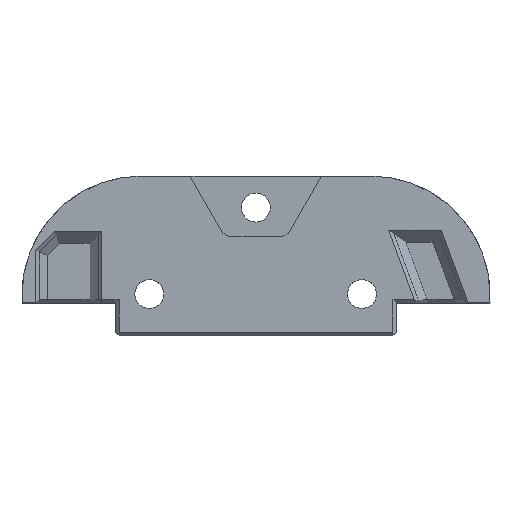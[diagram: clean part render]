
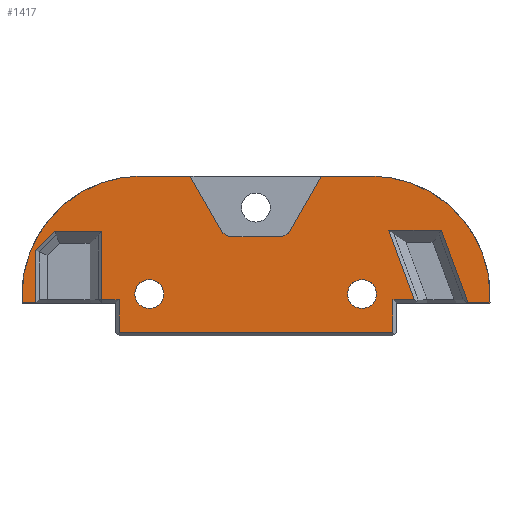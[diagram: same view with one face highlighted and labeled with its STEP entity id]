
A CAD part, top view. The second image highlights one B-rep face of the part: STEP entity #1417.
In plain terms, the highlighted planar face has unit normal (0, 0, 1).
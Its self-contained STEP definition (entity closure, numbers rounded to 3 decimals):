
#32=FACE_BOUND('',#187,.T.);
#33=FACE_BOUND('',#188,.T.);
#39=CIRCLE('',#1470,14.);
#46=CIRCLE('',#1482,14.);
#52=CIRCLE('',#1528,1.7);
#53=CIRCLE('',#1529,1.7);
#106=FACE_OUTER_BOUND('',#186,.T.);
#186=EDGE_LOOP('',(#1183,#1184,#1185,#1186,#1187,#1188,#1189,#1190,#1191,
#1192,#1193,#1194,#1195,#1196,#1197,#1198,#1199,#1200,#1201,#1202,#1203,
#1204,#1205,#1206,#1207));
#187=EDGE_LOOP('',(#1208));
#188=EDGE_LOOP('',(#1209));
#223=LINE('',#1959,#399);
#249=LINE('',#2025,#425);
#259=LINE('',#2044,#435);
#302=LINE('',#2172,#478);
#304=LINE('',#2176,#480);
#307=LINE('',#2182,#483);
#310=LINE('',#2189,#486);
#314=LINE('',#2196,#490);
#316=LINE('',#2200,#492);
#321=LINE('',#2212,#497);
#326=LINE('',#2222,#502);
#332=LINE('',#2233,#508);
#333=LINE('',#2236,#509);
#338=LINE('',#2243,#514);
#344=LINE('',#2255,#520);
#345=LINE('',#2259,#521);
#349=LINE('',#2267,#525);
#352=LINE('',#2272,#528);
#356=LINE('',#2279,#532);
#360=LINE('',#2287,#536);
#362=LINE('',#2290,#538);
#363=LINE('',#2291,#539);
#364=LINE('',#2292,#540);
#399=VECTOR('',#1574,10.);
#425=VECTOR('',#1622,10.);
#435=VECTOR('',#1634,10.);
#478=VECTOR('',#1743,10.);
#480=VECTOR('',#1747,10.);
#483=VECTOR('',#1752,10.);
#486=VECTOR('',#1757,10.);
#490=VECTOR('',#1763,10.);
#492=VECTOR('',#1767,10.);
#497=VECTOR('',#1778,10.);
#502=VECTOR('',#1785,10.);
#508=VECTOR('',#1793,10.);
#509=VECTOR('',#1796,10.);
#514=VECTOR('',#1803,10.);
#520=VECTOR('',#1821,10.);
#521=VECTOR('',#1824,10.);
#525=VECTOR('',#1830,10.);
#528=VECTOR('',#1835,10.);
#532=VECTOR('',#1843,10.);
#536=VECTOR('',#1851,10.);
#538=VECTOR('',#1855,10.);
#539=VECTOR('',#1856,10.);
#540=VECTOR('',#1857,10.);
#580=VERTEX_POINT('',#1956);
#581=VERTEX_POINT('',#1958);
#609=VERTEX_POINT('',#2022);
#610=VERTEX_POINT('',#2024);
#618=VERTEX_POINT('',#2042);
#619=VERTEX_POINT('',#2046);
#627=VERTEX_POINT('',#2086);
#628=VERTEX_POINT('',#2088);
#652=VERTEX_POINT('',#2161);
#655=VERTEX_POINT('',#2169);
#656=VERTEX_POINT('',#2171);
#657=VERTEX_POINT('',#2175);
#659=VERTEX_POINT('',#2181);
#661=VERTEX_POINT('',#2187);
#662=VERTEX_POINT('',#2188);
#664=VERTEX_POINT('',#2195);
#665=VERTEX_POINT('',#2199);
#669=VERTEX_POINT('',#2211);
#672=VERTEX_POINT('',#2219);
#673=VERTEX_POINT('',#2221);
#677=VERTEX_POINT('',#2231);
#678=VERTEX_POINT('',#2235);
#680=VERTEX_POINT('',#2257);
#681=VERTEX_POINT('',#2258);
#684=VERTEX_POINT('',#2266);
#689=VERTEX_POINT('',#2293);
#690=VERTEX_POINT('',#2295);
#709=EDGE_CURVE('',#581,#580,#223,.T.);
#742=EDGE_CURVE('',#610,#609,#249,.T.);
#752=EDGE_CURVE('',#609,#618,#259,.T.);
#754=EDGE_CURVE('',#618,#619,#39,.T.);
#769=EDGE_CURVE('',#628,#627,#46,.T.);
#809=EDGE_CURVE('',#656,#655,#302,.T.);
#811=EDGE_CURVE('',#657,#656,#304,.T.);
#814=EDGE_CURVE('',#659,#657,#307,.T.);
#817=EDGE_CURVE('',#661,#662,#310,.T.);
#821=EDGE_CURVE('',#662,#664,#314,.T.);
#823=EDGE_CURVE('',#665,#659,#316,.T.);
#829=EDGE_CURVE('',#655,#669,#321,.T.);
#834=EDGE_CURVE('',#672,#673,#326,.T.);
#840=EDGE_CURVE('',#677,#672,#332,.T.);
#841=EDGE_CURVE('',#678,#677,#333,.T.);
#846=EDGE_CURVE('',#664,#678,#338,.T.);
#852=EDGE_CURVE('',#610,#661,#344,.T.);
#853=EDGE_CURVE('',#680,#681,#345,.T.);
#857=EDGE_CURVE('',#684,#680,#349,.T.);
#860=EDGE_CURVE('',#652,#684,#352,.T.);
#864=EDGE_CURVE('',#673,#652,#356,.T.);
#868=EDGE_CURVE('',#681,#580,#360,.T.);
#870=EDGE_CURVE('',#619,#665,#362,.T.);
#871=EDGE_CURVE('',#669,#628,#363,.T.);
#872=EDGE_CURVE('',#627,#581,#364,.T.);
#873=EDGE_CURVE('',#689,#689,#52,.T.);
#874=EDGE_CURVE('',#690,#690,#53,.T.);
#1183=ORIENTED_EDGE('',*,*,#860,.F.);
#1184=ORIENTED_EDGE('',*,*,#864,.F.);
#1185=ORIENTED_EDGE('',*,*,#834,.F.);
#1186=ORIENTED_EDGE('',*,*,#840,.F.);
#1187=ORIENTED_EDGE('',*,*,#841,.F.);
#1188=ORIENTED_EDGE('',*,*,#846,.F.);
#1189=ORIENTED_EDGE('',*,*,#821,.F.);
#1190=ORIENTED_EDGE('',*,*,#817,.F.);
#1191=ORIENTED_EDGE('',*,*,#852,.F.);
#1192=ORIENTED_EDGE('',*,*,#742,.T.);
#1193=ORIENTED_EDGE('',*,*,#752,.T.);
#1194=ORIENTED_EDGE('',*,*,#754,.T.);
#1195=ORIENTED_EDGE('',*,*,#870,.T.);
#1196=ORIENTED_EDGE('',*,*,#823,.T.);
#1197=ORIENTED_EDGE('',*,*,#814,.T.);
#1198=ORIENTED_EDGE('',*,*,#811,.T.);
#1199=ORIENTED_EDGE('',*,*,#809,.T.);
#1200=ORIENTED_EDGE('',*,*,#829,.T.);
#1201=ORIENTED_EDGE('',*,*,#871,.T.);
#1202=ORIENTED_EDGE('',*,*,#769,.T.);
#1203=ORIENTED_EDGE('',*,*,#872,.T.);
#1204=ORIENTED_EDGE('',*,*,#709,.T.);
#1205=ORIENTED_EDGE('',*,*,#868,.F.);
#1206=ORIENTED_EDGE('',*,*,#853,.F.);
#1207=ORIENTED_EDGE('',*,*,#857,.F.);
#1208=ORIENTED_EDGE('',*,*,#873,.T.);
#1209=ORIENTED_EDGE('',*,*,#874,.T.);
#1346=PLANE('',#1527);
#1417=ADVANCED_FACE('',(#106,#32,#33),#1346,.F.);
#1470=AXIS2_PLACEMENT_3D('',#2048,#1638,#1639);
#1482=AXIS2_PLACEMENT_3D('',#2089,#1668,#1669);
#1527=AXIS2_PLACEMENT_3D('',#2289,#1853,#1854);
#1528=AXIS2_PLACEMENT_3D('',#2294,#1858,#1859);
#1529=AXIS2_PLACEMENT_3D('',#2296,#1860,#1861);
#1574=DIRECTION('',(1.,0.,0.));
#1622=DIRECTION('',(1.,0.,0.));
#1634=DIRECTION('',(0.,1.,0.));
#1638=DIRECTION('center_axis',(0.,0.,
1.));
#1639=DIRECTION('ref_axis',(1.,0.006,0.));
#1668=DIRECTION('center_axis',(0.,0.,
1.));
#1669=DIRECTION('ref_axis',(0.,1.,0.));
#1743=DIRECTION('',(-0.866,0.5,0.));
#1747=DIRECTION('',(-1.,0.,0.));
#1752=DIRECTION('',(-0.866,-0.5,0.));
#1757=DIRECTION('',(-1.,0.,0.));
#1763=DIRECTION('',(0.346,-0.938,0.));
#1767=DIRECTION('',(-0.5,-0.866,0.));
#1778=DIRECTION('',(-0.5,0.866,0.));
#1785=DIRECTION('',(0.,1.,0.));
#1793=DIRECTION('',(-1.,0.,0.));
#1796=DIRECTION('',(0.,-1.,0.));
#1803=DIRECTION('',(-1.,0.,0.));
#1821=DIRECTION('',(-0.346,0.938,0.));
#1824=DIRECTION('',(-0.707,-0.707,0.));
#1830=DIRECTION('',(-1.,0.,0.));
#1835=DIRECTION('',(0.,1.,0.));
#1843=DIRECTION('',(-1.,0.,0.));
#1851=DIRECTION('',(0.,-1.,0.));
#1853=DIRECTION('center_axis',(0.,0.,
-1.));
#1854=DIRECTION('ref_axis',(0.,1.,0.));
#1855=DIRECTION('',(-1.,0.,0.));
#1856=DIRECTION('',(-1.,0.,0.));
#1857=DIRECTION('',(0.,-1.,0.));
#1858=DIRECTION('center_axis',(0.,0.,
-1.));
#1859=DIRECTION('ref_axis',(1.,0.,0.));
#1860=DIRECTION('center_axis',(0.,0.,
-1.));
#1861=DIRECTION('ref_axis',(1.,0.,0.));
#1956=CARTESIAN_POINT('',(-26.476,32.053,-42.808));
#1958=CARTESIAN_POINT('',(-28.076,32.053,-42.808));
#1959=CARTESIAN_POINT('',(-13.868,32.053,-42.808));
#2022=CARTESIAN_POINT('',(26.924,32.053,-42.808));
#2024=CARTESIAN_POINT('',(24.351,32.053,-42.808));
#2025=CARTESIAN_POINT('',(7.632,32.053,-42.808));
#2042=CARTESIAN_POINT('',(26.924,33.053,-42.808));
#2044=CARTESIAN_POINT('',(26.924,30.053,-42.808));
#2046=CARTESIAN_POINT('',(12.924,46.967,-42.808));
#2048=CARTESIAN_POINT('Origin',(12.924,32.967,-42.808));
#2086=CARTESIAN_POINT('',(-28.076,33.053,-42.808));
#2088=CARTESIAN_POINT('',(-14.076,46.967,-42.808));
#2089=CARTESIAN_POINT('Origin',(-14.076,32.967,-42.808));
#2161=CARTESIAN_POINT('',(-18.676,32.453,-42.808));
#2169=CARTESIAN_POINT('',(-4.462,40.267,-42.808));
#2171=CARTESIAN_POINT('',(-3.77,39.867,-42.808));
#2172=CARTESIAN_POINT('',(1.941,36.571,-42.808));
#2175=CARTESIAN_POINT('',(2.538,39.867,-42.808));
#2176=CARTESIAN_POINT('',(0.939,39.867,-42.808));
#2181=CARTESIAN_POINT('',(3.231,40.267,-42.808));
#2182=CARTESIAN_POINT('',(-2.861,36.749,-42.808));
#2187=CARTESIAN_POINT('',(21.203,40.6,-42.808));
#2188=CARTESIAN_POINT('',(15.022,40.6,-42.808));
#2189=CARTESIAN_POINT('',(-0.618,40.6,-42.808));
#2195=CARTESIAN_POINT('',(18.023,32.453,-42.808));
#2196=CARTESIAN_POINT('',(16.854,35.626,-42.808));
#2199=CARTESIAN_POINT('',(7.097,46.967,-42.808));
#2200=CARTESIAN_POINT('',(0.047,34.75,-42.808));
#2211=CARTESIAN_POINT('',(-8.333,46.967,-42.808));
#2212=CARTESIAN_POINT('',(0.646,31.423,-42.808));
#2219=CARTESIAN_POINT('',(-16.676,28.593,-42.808));
#2221=CARTESIAN_POINT('',(-16.676,32.453,-42.808));
#2222=CARTESIAN_POINT('',(-16.676,25.463,-42.808));
#2231=CARTESIAN_POINT('',(15.524,28.593,-42.808));
#2233=CARTESIAN_POINT('',(-0.618,28.593,-42.808));
#2235=CARTESIAN_POINT('',(15.524,32.453,-42.808));
#2236=CARTESIAN_POINT('',(15.524,5.498,-42.808));
#2243=CARTESIAN_POINT('',(7.632,32.453,-42.808));
#2255=CARTESIAN_POINT('',(24.219,32.411,-42.808));
#2257=CARTESIAN_POINT('',(-24.241,40.467,-42.808));
#2258=CARTESIAN_POINT('',(-26.476,38.233,-42.808));
#2259=CARTESIAN_POINT('',(-24.303,40.405,-42.808));
#2266=CARTESIAN_POINT('',(-18.676,40.467,-42.808));
#2267=CARTESIAN_POINT('',(-0.618,40.467,-42.808));
#2272=CARTESIAN_POINT('',(-18.676,27.467,-42.808));
#2279=CARTESIAN_POINT('',(-13.868,32.453,-42.808));
#2287=CARTESIAN_POINT('',(-26.476,27.467,-42.808));
#2289=CARTESIAN_POINT('Origin',(-0.661,18.873,-42.808));
#2290=CARTESIAN_POINT('',(12.924,46.967,-42.808));
#2291=CARTESIAN_POINT('',(12.924,46.967,-42.808));
#2292=CARTESIAN_POINT('',(-28.076,33.053,-42.808));
#2293=CARTESIAN_POINT('',(-14.816,33.103,-42.808));
#2294=CARTESIAN_POINT('Origin',(-13.116,33.103,-42.808));
#2295=CARTESIAN_POINT('',(10.184,33.103,-42.808));
#2296=CARTESIAN_POINT('Origin',(11.884,33.103,-42.808));
